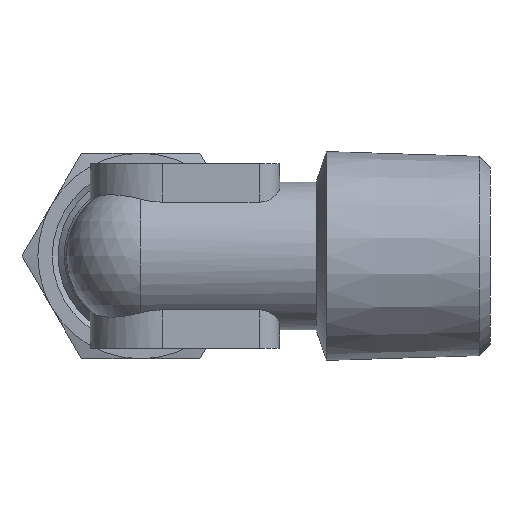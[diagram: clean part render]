
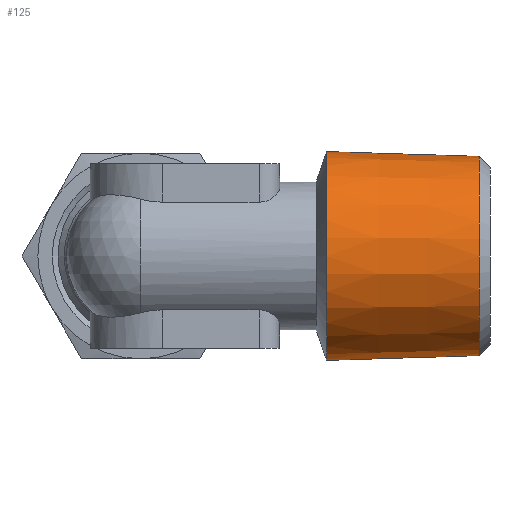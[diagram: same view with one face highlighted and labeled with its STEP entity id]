
A CAD part, left-side view. The second image highlights one B-rep face of the part: STEP entity #125.
In plain terms, the highlighted conical face has half-angle 1.788 degrees and reference radius 5.08 mm.
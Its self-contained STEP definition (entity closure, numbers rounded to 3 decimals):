
#125 = ADVANCED_FACE( '', ( #250, #251 ), #252, .T. );
#250 = FACE_BOUND( '', #393, .T. );
#251 = FACE_OUTER_BOUND( '', #394, .T. );
#252 = CONICAL_SURFACE( '', #395, 5.08, 0.031 );
#393 = EDGE_LOOP( '', ( #810 ) );
#394 = EDGE_LOOP( '', ( #811 ) );
#395 = AXIS2_PLACEMENT_3D( '', #812, #813, #814 );
#810 = ORIENTED_EDGE( '', *, *, #1029, .F. );
#811 = ORIENTED_EDGE( '', *, *, #978, .T. );
#812 = CARTESIAN_POINT( '', ( 0., -9.055, 0. ) );
#813 = DIRECTION( '', ( 0., 1., 0. ) );
#814 = DIRECTION( '', ( 0., 0., 1. ) );
#978 = EDGE_CURVE( '', #1179, #1179, #1180, .T. );
#1029 = EDGE_CURVE( '', #1259, #1259, #1260, .T. );
#1179 = VERTEX_POINT( '', #1593 );
#1180 = CIRCLE( '', #1594, 5.08 );
#1259 = VERTEX_POINT( '', #1756 );
#1260 = CIRCLE( '', #1757, 4.849 );
#1593 = CARTESIAN_POINT( '', ( 0., -9.055, -5.08 ) );
#1594 = AXIS2_PLACEMENT_3D( '', #1873, #1874, #1875 );
#1756 = CARTESIAN_POINT( '', ( 0., -16.474, -4.849 ) );
#1757 = AXIS2_PLACEMENT_3D( '', #1947, #1948, #1949 );
#1873 = CARTESIAN_POINT( '', ( 0., -9.055, 0. ) );
#1874 = DIRECTION( '', ( 0., -1., 0. ) );
#1875 = DIRECTION( '', ( 0., 0., -1. ) );
#1947 = CARTESIAN_POINT( '', ( 0., -16.474, 0. ) );
#1948 = DIRECTION( '', ( 0., -1., 0. ) );
#1949 = DIRECTION( '', ( 0., 0., -1. ) );
